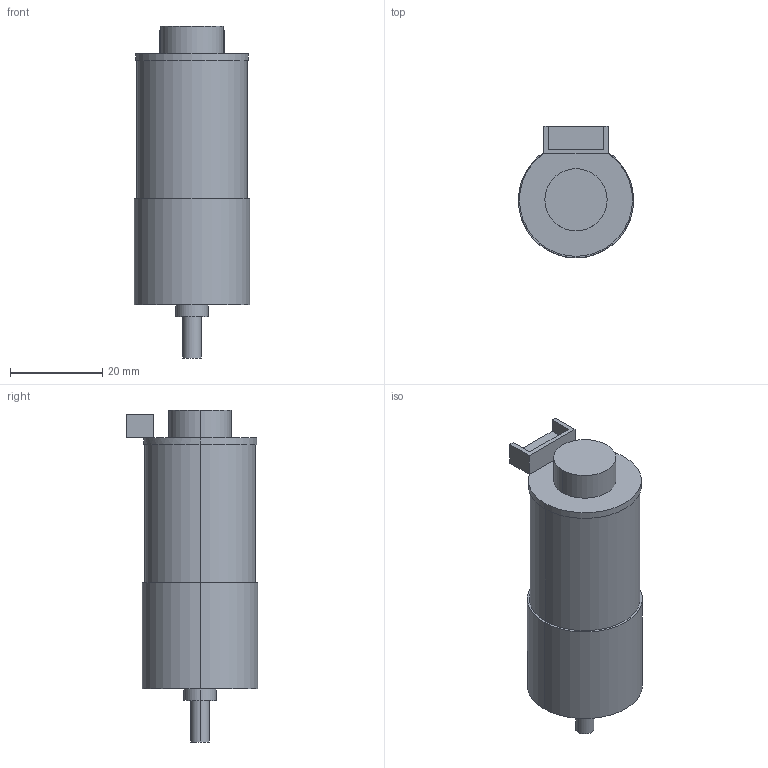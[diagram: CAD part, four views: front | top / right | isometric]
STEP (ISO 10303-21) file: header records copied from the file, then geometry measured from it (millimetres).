
FILE_DESCRIPTION((''),'2;1');
FILE_NAME('MOTOR_6V_C-ENCODER','2025-05-26T20:34:46',('t-gamer'),(''),'CREO PARAMETRIC BY PTC INC, 2024063','CREO PARAMETRIC BY PTC INC, 2024063','');
FILE_SCHEMA(('CONFIG_CONTROL_DESIGN'));
Length unit declared in the file: millimetre
Products named in the file (1): MOTOR_6V_C-ENCODER
Bounding box: 25 x 28.5 x 72 mm (x, y, z)
Volume: 26702.4 mm3; surface area: 6396.2 mm2
Topology: 1 solids, 3 shells, 43 faces, 100 edges, 64 vertices
Faces by surface type: cylinder 20, plane 19, cone 4
Entity records: 1257 total; most frequent: DIRECTION 230, CARTESIAN_POINT 204, ORIENTED_EDGE 184, EDGE_CURVE 96, AXIS2_PLACEMENT_3D 90, VERTEX_POINT 64, EDGE_LOOP 52, VECTOR 50
